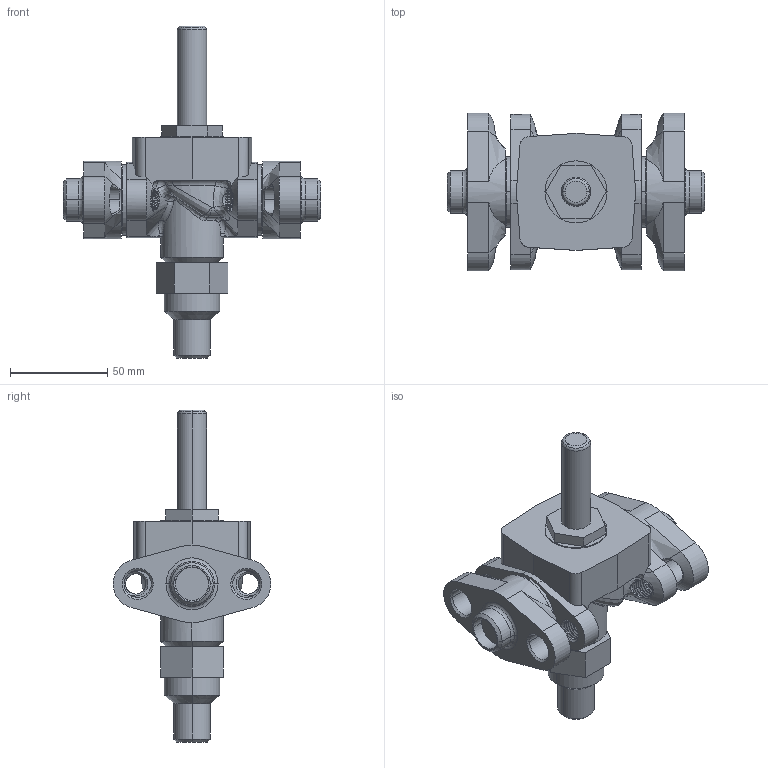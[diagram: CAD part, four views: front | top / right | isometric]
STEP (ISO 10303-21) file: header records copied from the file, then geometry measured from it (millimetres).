
FILE_DESCRIPTION((''),'2;1');
FILE_NAME('ASM0005_ASM','2021-05-11T',('AMG'),(''),'PRO/ENGINEER BY PARAMETRIC TECHNOLOGY CORPORATION, 2008380','PRO/ENGINEER BY PARAMETRIC TECHNOLOGY CORPORATION, 2008380','');
FILE_SCHEMA(('CONFIG_CONTROL_DESIGN'));
Length unit declared in the file: millimetre
Products named in the file (9): PRT0008; PRT0009; ASM0006_ASM; PRT0010; _15____; ASM0007_ASM; PRT0007; ASM0008_ASM; ASM0005_ASM
Assembly tree (8 placements, depth 3):
  ASM0005_ASM
    ASM0006_ASM
      PRT0008
      PRT0009
    PRT0010
    ASM0007_ASM
      _15____
    ASM0008_ASM
      PRT0007
Bounding box: 132.4 x 81.24 x 170.95 mm (x, y, z)
Volume: 289549.6 mm3; surface area: 59452.4 mm2
Topology: 4 solids, 4 shells, 426 faces, 1135 edges, 727 vertices
Faces by surface type: cylinder 166, bspline 119, plane 81, cone 36, torus 18, sphere 6
Entity records: 32936 total; most frequent: CARTESIAN_POINT 23321, ORIENTED_EDGE 2262, DIRECTION 1509, EDGE_CURVE 1131, VERTEX_POINT 727, AXIS2_PLACEMENT_3D 586, B_SPLINE_CURVE_WITH_KNOTS 536, EDGE_LOOP 458
